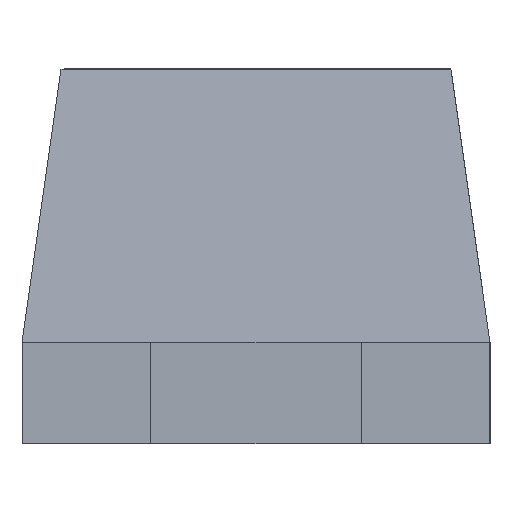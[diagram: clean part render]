
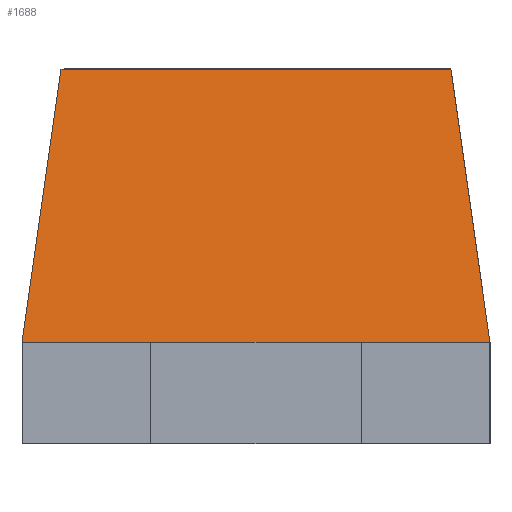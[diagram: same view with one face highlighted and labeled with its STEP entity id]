
A CAD part, left-side view. The second image highlights one B-rep face of the part: STEP entity #1688.
In plain terms, the highlighted planar face has unit normal (-0.99, 0, 0.141).
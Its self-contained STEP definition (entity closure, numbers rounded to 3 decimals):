
#136 = CARTESIAN_POINT ( 'NONE',  ( -0.5, -0.3, 0.13 ) ) ;
#184 = FACE_OUTER_BOUND ( 'NONE', #1252, .T. ) ;
#303 = DIRECTION ( 'NONE',  ( 0., 1., 0. ) ) ;
#429 = ORIENTED_EDGE ( 'NONE', *, *, #2396, .T. ) ;
#454 = EDGE_CURVE ( 'NONE', #1210, #1220, #2940, .T. ) ;
#603 = VECTOR ( 'NONE', #303, 1000. ) ;
#1210 = VERTEX_POINT ( 'NONE', #136 ) ;
#1220 = VERTEX_POINT ( 'NONE', #1673 ) ;
#1237 = DIRECTION ( 'NONE',  ( -0.141, 0., -0.99 ) ) ;
#1252 = EDGE_LOOP ( 'NONE', ( #2053, #1617, #429, #2065 ) ) ;
#1357 = LINE ( 'NONE', #2189, #2667 ) ;
#1382 = VECTOR ( 'NONE', #2621, 1000. ) ;
#1568 = CARTESIAN_POINT ( 'NONE',  ( -0.5, -0.3, 0.13 ) ) ;
#1617 = ORIENTED_EDGE ( 'NONE', *, *, #3085, .F. ) ;
#1673 = CARTESIAN_POINT ( 'NONE',  ( -0.5, 0.3, 0.13 ) ) ;
#1688 = ADVANCED_FACE ( 'NONE', ( #184 ), #2052, .F. ) ;
#1758 = CARTESIAN_POINT ( 'NONE',  ( -0.5, -0.3, 0.13 ) ) ;
#1933 = AXIS2_PLACEMENT_3D ( 'NONE', #1758, #2830, #1237 ) ;
#1939 = VECTOR ( 'NONE', #2097, 1000. ) ;
#1990 = CARTESIAN_POINT ( 'NONE',  ( -0.45, -0.25, 0.48 ) ) ;
#2052 = PLANE ( 'NONE',  #1933 ) ;
#2053 = ORIENTED_EDGE ( 'NONE', *, *, #2760, .T. ) ;
#2065 = ORIENTED_EDGE ( 'NONE', *, *, #454, .F. ) ;
#2097 = DIRECTION ( 'NONE',  ( 0., -1., 0. ) ) ;
#2119 = LINE ( 'NONE', #2413, #1939 ) ;
#2126 = CARTESIAN_POINT ( 'NONE',  ( -0.5, 0.3, 0.13 ) ) ;
#2189 = CARTESIAN_POINT ( 'NONE',  ( -0.45, 0.25, 0.48 ) ) ;
#2364 = CARTESIAN_POINT ( 'NONE',  ( -0.45, 0.25, 0.48 ) ) ;
#2396 = EDGE_CURVE ( 'NONE', #2559, #1220, #1357, .T. ) ;
#2413 = CARTESIAN_POINT ( 'NONE',  ( -0.45, -0.3, 0.48 ) ) ;
#2559 = VERTEX_POINT ( 'NONE', #2364 ) ;
#2621 = DIRECTION ( 'NONE',  ( 0.14, 0.14, 0.98 ) ) ;
#2667 = VECTOR ( 'NONE', #2939, 1000. ) ;
#2737 = VERTEX_POINT ( 'NONE', #1990 ) ;
#2760 = EDGE_CURVE ( 'NONE', #1210, #2737, #3164, .T. ) ;
#2830 = DIRECTION ( 'NONE',  ( 0.99, 0., -0.141 ) ) ;
#2939 = DIRECTION ( 'NONE',  ( -0.14, 0.14, -0.98 ) ) ;
#2940 = LINE ( 'NONE', #2126, #603 ) ;
#3085 = EDGE_CURVE ( 'NONE', #2559, #2737, #2119, .T. ) ;
#3164 = LINE ( 'NONE', #1568, #1382 ) ;
